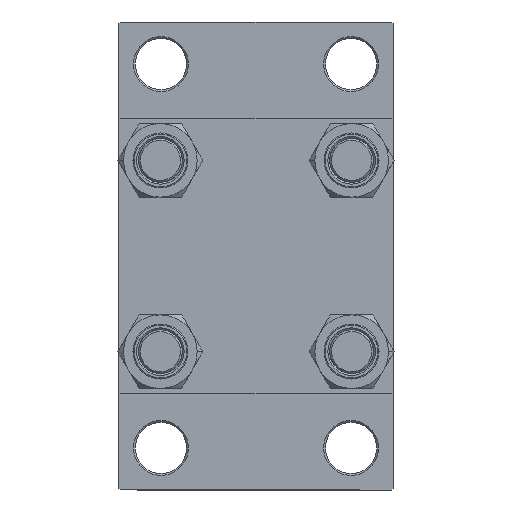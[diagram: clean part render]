
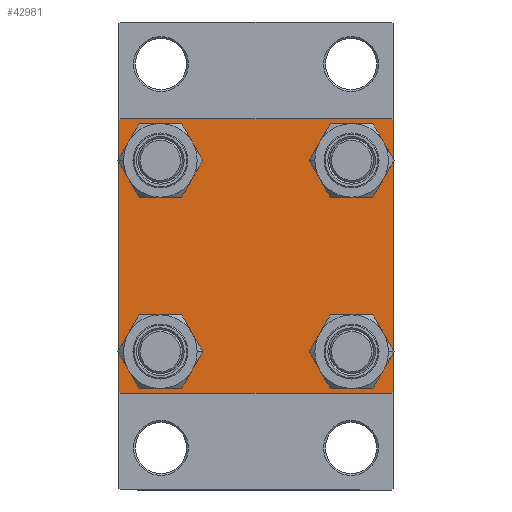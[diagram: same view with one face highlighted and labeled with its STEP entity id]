
A CAD part, left-side view. The second image highlights one B-rep face of the part: STEP entity #42981.
In plain terms, the highlighted planar face has unit normal (-1, 0, 0).
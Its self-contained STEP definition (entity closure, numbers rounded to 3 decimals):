
#170 = VERTEX_POINT ( 'NONE', #33595 ) ;
#701 = VECTOR ( 'NONE', #17414, 1000. ) ;
#967 = CARTESIAN_POINT ( 'NONE',  ( 0., 26.15, 19.65 ) ) ;
#1380 = CARTESIAN_POINT ( 'NONE',  ( 0., -26.15, -32.65 ) ) ;
#1541 = ORIENTED_EDGE ( 'NONE', *, *, #8388, .T. ) ;
#2180 = DIRECTION ( 'NONE',  ( 0., 0., 1. ) ) ;
#2251 = DIRECTION ( 'NONE',  ( 0., 0., 1. ) ) ;
#2741 = CARTESIAN_POINT ( 'NONE',  ( 0., 0., 0. ) ) ;
#3056 = ORIENTED_EDGE ( 'NONE', *, *, #23507, .T. ) ;
#3802 = VERTEX_POINT ( 'NONE', #18470 ) ;
#4665 = EDGE_CURVE ( 'NONE', #18644, #18583, #13292, .T. ) ;
#4756 = ORIENTED_EDGE ( 'NONE', *, *, #37285, .T. ) ;
#5068 = DIRECTION ( 'NONE',  ( 0., 0., 1. ) ) ;
#5459 = ORIENTED_EDGE ( 'NONE', *, *, #37969, .T. ) ;
#5880 = PLANE ( 'NONE',  #35679 ) ;
#6045 = CARTESIAN_POINT ( 'NONE',  ( 0., 26.15, -26.15 ) ) ;
#6424 = CIRCLE ( 'NONE', #45002, 6.5 ) ;
#6478 = CARTESIAN_POINT ( 'NONE',  ( 0., -26.15, 19.65 ) ) ;
#7248 = CIRCLE ( 'NONE', #10244, 6.5 ) ;
#7384 = EDGE_CURVE ( 'NONE', #35904, #28218, #6424, .T. ) ;
#7390 = ORIENTED_EDGE ( 'NONE', *, *, #10821, .T. ) ;
#7908 = VECTOR ( 'NONE', #42120, 1000. ) ;
#8128 = EDGE_CURVE ( 'NONE', #13521, #11180, #14611, .T. ) ;
#8388 = EDGE_CURVE ( 'NONE', #28218, #35904, #15682, .T. ) ;
#8778 = FACE_BOUND ( 'NONE', #41892, .T. ) ;
#9309 = DIRECTION ( 'NONE',  ( 0., 0., 1. ) ) ;
#9534 = DIRECTION ( 'NONE',  ( 0., 0.707, -0.707 ) ) ;
#9802 = EDGE_CURVE ( 'NONE', #170, #31237, #7248, .T. ) ;
#10003 = VERTEX_POINT ( 'NONE', #23163 ) ;
#10015 = CARTESIAN_POINT ( 'NONE',  ( 0., -26.15, -26.15 ) ) ;
#10244 = AXIS2_PLACEMENT_3D ( 'NONE', #46302, #45825, #27696 ) ;
#10309 = CARTESIAN_POINT ( 'NONE',  ( 0., 37., 37.5 ) ) ;
#10361 = AXIS2_PLACEMENT_3D ( 'NONE', #25594, #44200, #36941 ) ;
#10473 = FACE_OUTER_BOUND ( 'NONE', #17253, .T. ) ;
#10821 = EDGE_CURVE ( 'NONE', #24611, #3802, #30526, .T. ) ;
#11111 = CIRCLE ( 'NONE', #10361, 6.5 ) ;
#11180 = VERTEX_POINT ( 'NONE', #30173 ) ;
#11183 = CARTESIAN_POINT ( 'NONE',  ( 0., 26.15, -32.65 ) ) ;
#11393 = DIRECTION ( 'NONE',  ( 0., 0., -1. ) ) ;
#11577 = ORIENTED_EDGE ( 'NONE', *, *, #15947, .F. ) ;
#12160 = ORIENTED_EDGE ( 'NONE', *, *, #34466, .T. ) ;
#12525 = CARTESIAN_POINT ( 'NONE',  ( 0., -37., -37.5 ) ) ;
#12934 = DIRECTION ( 'NONE',  ( 1., 0., 0. ) ) ;
#13152 = DIRECTION ( 'NONE',  ( 1., 0., 0. ) ) ;
#13292 = LINE ( 'NONE', #39150, #47238 ) ;
#13379 = FACE_BOUND ( 'NONE', #33671, .T. ) ;
#13521 = VERTEX_POINT ( 'NONE', #10309 ) ;
#13638 = DIRECTION ( 'NONE',  ( 0., 0.707, 0.707 ) ) ;
#13640 = LINE ( 'NONE', #17019, #34298 ) ;
#13649 = CIRCLE ( 'NONE', #43772, 6.5 ) ;
#14027 = LINE ( 'NONE', #17661, #701 ) ;
#14392 = ORIENTED_EDGE ( 'NONE', *, *, #23532, .T. ) ;
#14494 = EDGE_CURVE ( 'NONE', #13521, #24611, #13640, .T. ) ;
#14611 = LINE ( 'NONE', #21871, #14906 ) ;
#14906 = VECTOR ( 'NONE', #17284, 1000. ) ;
#15044 = CARTESIAN_POINT ( 'NONE',  ( 0., 37.5, -37.5 ) ) ;
#15196 = VECTOR ( 'NONE', #13638, 1000. ) ;
#15682 = CIRCLE ( 'NONE', #27282, 6.5 ) ;
#15783 = EDGE_LOOP ( 'NONE', ( #40859, #28348 ) ) ;
#15947 = EDGE_CURVE ( 'NONE', #19854, #18583, #18417, .T. ) ;
#15956 = CARTESIAN_POINT ( 'NONE',  ( 0., 26.15, -26.15 ) ) ;
#16481 = VERTEX_POINT ( 'NONE', #25093 ) ;
#17019 = CARTESIAN_POINT ( 'NONE',  ( 0., 37.25, 37.25 ) ) ;
#17080 = CIRCLE ( 'NONE', #47211, 6.5 ) ;
#17167 = DIRECTION ( 'NONE',  ( 0., 0., 1. ) ) ;
#17253 = EDGE_LOOP ( 'NONE', ( #7390, #43621, #12160, #45056, #11577, #3056, #37469, #32131 ) ) ;
#17284 = DIRECTION ( 'NONE',  ( 0., -1., 0. ) ) ;
#17414 = DIRECTION ( 'NONE',  ( 0., -0.707, -0.707 ) ) ;
#17661 = CARTESIAN_POINT ( 'NONE',  ( 0., 37.25, -37.25 ) ) ;
#18417 = LINE ( 'NONE', #22741, #18923 ) ;
#18470 = CARTESIAN_POINT ( 'NONE',  ( 0., 37.5, -37. ) ) ;
#18583 = VERTEX_POINT ( 'NONE', #23172 ) ;
#18644 = VERTEX_POINT ( 'NONE', #12525 ) ;
#18923 = VECTOR ( 'NONE', #11393, 1000. ) ;
#19415 = AXIS2_PLACEMENT_3D ( 'NONE', #42788, #35538, #2180 ) ;
#19854 = VERTEX_POINT ( 'NONE', #36161 ) ;
#20097 = DIRECTION ( 'NONE',  ( 1., 0., 0. ) ) ;
#21001 = CIRCLE ( 'NONE', #19415, 6.5 ) ;
#21361 = DIRECTION ( 'NONE',  ( -1., 0., 0. ) ) ;
#21447 = EDGE_LOOP ( 'NONE', ( #14392, #4756 ) ) ;
#21871 = CARTESIAN_POINT ( 'NONE',  ( 0., 37.5, 37.5 ) ) ;
#22732 = CARTESIAN_POINT ( 'NONE',  ( 0., -26.15, 32.65 ) ) ;
#22741 = CARTESIAN_POINT ( 'NONE',  ( 0., -37.5, 37.5 ) ) ;
#23163 = CARTESIAN_POINT ( 'NONE',  ( 0., -26.15, -19.65 ) ) ;
#23172 = CARTESIAN_POINT ( 'NONE',  ( 0., -37.5, -37. ) ) ;
#23192 = ORIENTED_EDGE ( 'NONE', *, *, #7384, .T. ) ;
#23507 = EDGE_CURVE ( 'NONE', #19854, #11180, #46747, .T. ) ;
#23532 = EDGE_CURVE ( 'NONE', #10003, #47655, #13649, .T. ) ;
#24611 = VERTEX_POINT ( 'NONE', #41926 ) ;
#25093 = CARTESIAN_POINT ( 'NONE',  ( 0., 37., -37.5 ) ) ;
#25264 = VERTEX_POINT ( 'NONE', #6478 ) ;
#25594 = CARTESIAN_POINT ( 'NONE',  ( 0., -26.15, 26.15 ) ) ;
#26402 = LINE ( 'NONE', #15044, #44741 ) ;
#27282 = AXIS2_PLACEMENT_3D ( 'NONE', #6045, #39393, #17167 ) ;
#27696 = DIRECTION ( 'NONE',  ( 0., 0., 1. ) ) ;
#27771 = AXIS2_PLACEMENT_3D ( 'NONE', #31926, #20097, #38687 ) ;
#28218 = VERTEX_POINT ( 'NONE', #11183 ) ;
#28348 = ORIENTED_EDGE ( 'NONE', *, *, #34586, .T. ) ;
#28387 = CARTESIAN_POINT ( 'NONE',  ( 0., -37.25, 37.25 ) ) ;
#28609 = FACE_BOUND ( 'NONE', #21447, .T. ) ;
#30173 = CARTESIAN_POINT ( 'NONE',  ( 0., -37., 37.5 ) ) ;
#30526 = LINE ( 'NONE', #34147, #7908 ) ;
#31065 = CARTESIAN_POINT ( 'NONE',  ( 0., -26.15, -26.15 ) ) ;
#31237 = VERTEX_POINT ( 'NONE', #967 ) ;
#31926 = CARTESIAN_POINT ( 'NONE',  ( 0., 26.15, 26.15 ) ) ;
#32131 = ORIENTED_EDGE ( 'NONE', *, *, #14494, .T. ) ;
#32830 = EDGE_CURVE ( 'NONE', #3802, #16481, #14027, .T. ) ;
#33595 = CARTESIAN_POINT ( 'NONE',  ( 0., 26.15, 32.65 ) ) ;
#33671 = EDGE_LOOP ( 'NONE', ( #23192, #1541 ) ) ;
#34147 = CARTESIAN_POINT ( 'NONE',  ( 0., 37.5, 37.5 ) ) ;
#34202 = ORIENTED_EDGE ( 'NONE', *, *, #47587, .T. ) ;
#34298 = VECTOR ( 'NONE', #9534, 1000. ) ;
#34466 = EDGE_CURVE ( 'NONE', #16481, #18644, #26402, .T. ) ;
#34586 = EDGE_CURVE ( 'NONE', #31237, #170, #36271, .T. ) ;
#35538 = DIRECTION ( 'NONE',  ( 1., 0., 0. ) ) ;
#35679 = AXIS2_PLACEMENT_3D ( 'NONE', #2741, #21361, #2251 ) ;
#35856 = FACE_BOUND ( 'NONE', #15783, .T. ) ;
#35904 = VERTEX_POINT ( 'NONE', #43495 ) ;
#36161 = CARTESIAN_POINT ( 'NONE',  ( 0., -37.5, 37. ) ) ;
#36271 = CIRCLE ( 'NONE', #27771, 6.5 ) ;
#36941 = DIRECTION ( 'NONE',  ( 0., 0., 1. ) ) ;
#37270 = DIRECTION ( 'NONE',  ( 0., -1., 0. ) ) ;
#37285 = EDGE_CURVE ( 'NONE', #47655, #10003, #17080, .T. ) ;
#37469 = ORIENTED_EDGE ( 'NONE', *, *, #8128, .F. ) ;
#37969 = EDGE_CURVE ( 'NONE', #38585, #25264, #21001, .T. ) ;
#38585 = VERTEX_POINT ( 'NONE', #22732 ) ;
#38687 = DIRECTION ( 'NONE',  ( 0., 0., 1. ) ) ;
#39150 = CARTESIAN_POINT ( 'NONE',  ( 0., -37.25, -37.25 ) ) ;
#39393 = DIRECTION ( 'NONE',  ( 1., 0., 0. ) ) ;
#40859 = ORIENTED_EDGE ( 'NONE', *, *, #9802, .T. ) ;
#41564 = DIRECTION ( 'NONE',  ( 1., 0., 0. ) ) ;
#41892 = EDGE_LOOP ( 'NONE', ( #5459, #34202 ) ) ;
#41926 = CARTESIAN_POINT ( 'NONE',  ( 0., 37.5, 37. ) ) ;
#42047 = DIRECTION ( 'NONE',  ( 0., -0.707, 0.707 ) ) ;
#42120 = DIRECTION ( 'NONE',  ( 0., 0., -1. ) ) ;
#42397 = DIRECTION ( 'NONE',  ( 0., 0., 1. ) ) ;
#42788 = CARTESIAN_POINT ( 'NONE',  ( 0., -26.15, 26.15 ) ) ;
#42981 = ADVANCED_FACE ( 'NONE', ( #8778, #28609, #13379, #35856, #10473 ), #5880, .T. ) ;
#43495 = CARTESIAN_POINT ( 'NONE',  ( 0., 26.15, -19.65 ) ) ;
#43621 = ORIENTED_EDGE ( 'NONE', *, *, #32830, .T. ) ;
#43772 = AXIS2_PLACEMENT_3D ( 'NONE', #10015, #13152, #42397 ) ;
#44200 = DIRECTION ( 'NONE',  ( 1., 0., 0. ) ) ;
#44741 = VECTOR ( 'NONE', #37270, 1000. ) ;
#45002 = AXIS2_PLACEMENT_3D ( 'NONE', #15956, #41564, #5068 ) ;
#45056 = ORIENTED_EDGE ( 'NONE', *, *, #4665, .T. ) ;
#45825 = DIRECTION ( 'NONE',  ( 1., 0., 0. ) ) ;
#46302 = CARTESIAN_POINT ( 'NONE',  ( 0., 26.15, 26.15 ) ) ;
#46747 = LINE ( 'NONE', #28387, #15196 ) ;
#47211 = AXIS2_PLACEMENT_3D ( 'NONE', #31065, #12934, #9309 ) ;
#47238 = VECTOR ( 'NONE', #42047, 1000. ) ;
#47587 = EDGE_CURVE ( 'NONE', #25264, #38585, #11111, .T. ) ;
#47655 = VERTEX_POINT ( 'NONE', #1380 ) ;
